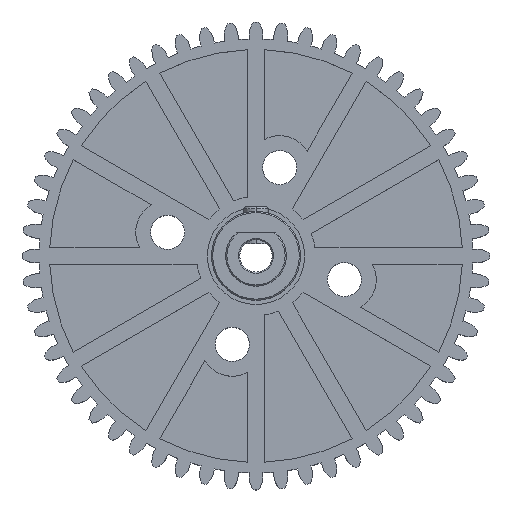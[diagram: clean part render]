
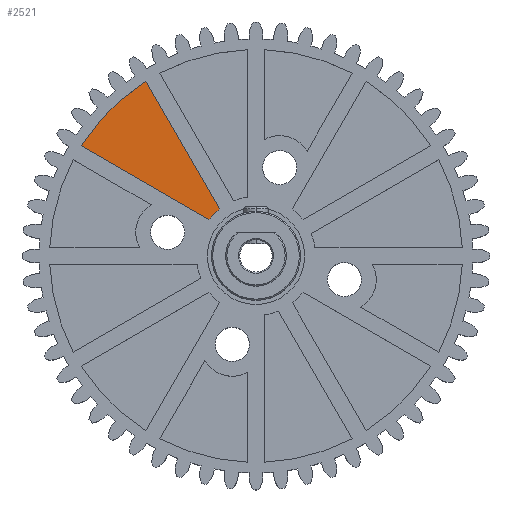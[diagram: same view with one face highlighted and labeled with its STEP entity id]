
A CAD part, top view. The second image highlights one B-rep face of the part: STEP entity #2521.
In plain terms, the highlighted planar face has unit normal (0, 0, 1).
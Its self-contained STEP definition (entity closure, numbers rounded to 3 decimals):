
#284 = PLANE ( 'NONE',  #8745 ) ;
#313 = DIRECTION ( 'NONE',  ( 0., 0., 1. ) ) ;
#381 = EDGE_CURVE ( 'NONE', #7149, #14778, #14795, .T. ) ;
#1849 = CARTESIAN_POINT ( 'NONE',  ( -5.806, 4.507, 5.5 ) ) ;
#2205 = ORIENTED_EDGE ( 'NONE', *, *, #9789, .T. ) ;
#2505 = CARTESIAN_POINT ( 'NONE',  ( -13.606, 21.567, 5.5 ) ) ;
#2521 = ADVANCED_FACE ( 'NONE', ( #6894 ), #284, .T. ) ;
#2544 = CARTESIAN_POINT ( 'NONE',  ( -4.507, 5.806, 5.5 ) ) ;
#3071 = CARTESIAN_POINT ( 'NONE',  ( 0., 0., 5.5 ) ) ;
#3291 = ORIENTED_EDGE ( 'NONE', *, *, #381, .T. ) ;
#3715 = CIRCLE ( 'NONE', #13388, 25.5 ) ;
#4128 = DIRECTION ( 'NONE',  ( 0.866, -0.5, 0. ) ) ;
#4156 = VERTEX_POINT ( 'NONE', #2544 ) ;
#5340 = CARTESIAN_POINT ( 'NONE',  ( -5.806, 4.507, 5.5 ) ) ;
#5682 = DIRECTION ( 'NONE',  ( 0., 0., 1. ) ) ;
#6109 = CARTESIAN_POINT ( 'NONE',  ( -13.606, 21.567, 5.5 ) ) ;
#6168 = EDGE_LOOP ( 'NONE', ( #11315, #3291, #16150, #2205 ) ) ;
#6199 = VERTEX_POINT ( 'NONE', #6109 ) ;
#6894 = FACE_OUTER_BOUND ( 'NONE', #6168, .T. ) ;
#7149 = VERTEX_POINT ( 'NONE', #13242 ) ;
#8054 = DIRECTION ( 'NONE',  ( -0.5, 0.866, 0. ) ) ;
#8745 = AXIS2_PLACEMENT_3D ( 'NONE', #3071, #5682, #10981 ) ;
#9789 = EDGE_CURVE ( 'NONE', #4156, #6199, #13425, .T. ) ;
#10449 = VECTOR ( 'NONE', #8054, 1000. ) ;
#10799 = VECTOR ( 'NONE', #4128, 1000. ) ;
#10981 = DIRECTION ( 'NONE',  ( 1., 0., 0. ) ) ;
#11042 = DIRECTION ( 'NONE',  ( 0., 0., 1. ) ) ;
#11116 = EDGE_CURVE ( 'NONE', #4156, #14778, #11805, .T. ) ;
#11267 = CARTESIAN_POINT ( 'NONE',  ( 0., 0., 5.5 ) ) ;
#11315 = ORIENTED_EDGE ( 'NONE', *, *, #16414, .T. ) ;
#11786 = AXIS2_PLACEMENT_3D ( 'NONE', #11267, #313, #13862 ) ;
#11805 = CIRCLE ( 'NONE', #11786, 7.35 ) ;
#12415 = CARTESIAN_POINT ( 'NONE',  ( 0., 0., 5.5 ) ) ;
#13242 = CARTESIAN_POINT ( 'NONE',  ( -21.567, 13.606, 5.5 ) ) ;
#13388 = AXIS2_PLACEMENT_3D ( 'NONE', #12415, #11042, #14867 ) ;
#13425 = LINE ( 'NONE', #2505, #10449 ) ;
#13862 = DIRECTION ( 'NONE',  ( 1., 0., 0. ) ) ;
#14778 = VERTEX_POINT ( 'NONE', #1849 ) ;
#14795 = LINE ( 'NONE', #5340, #10799 ) ;
#14867 = DIRECTION ( 'NONE',  ( 1., 0., 0. ) ) ;
#16150 = ORIENTED_EDGE ( 'NONE', *, *, #11116, .F. ) ;
#16414 = EDGE_CURVE ( 'NONE', #6199, #7149, #3715, .T. ) ;
